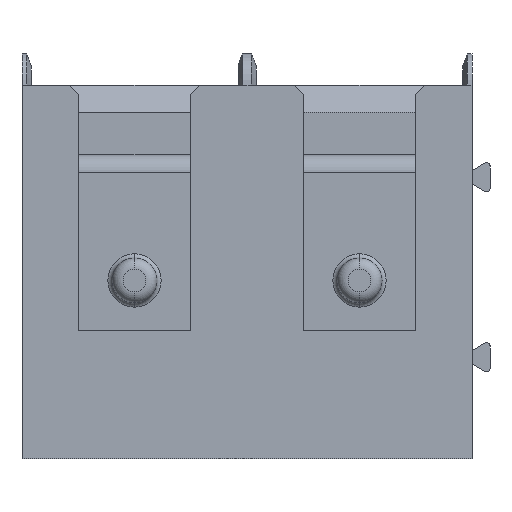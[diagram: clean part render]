
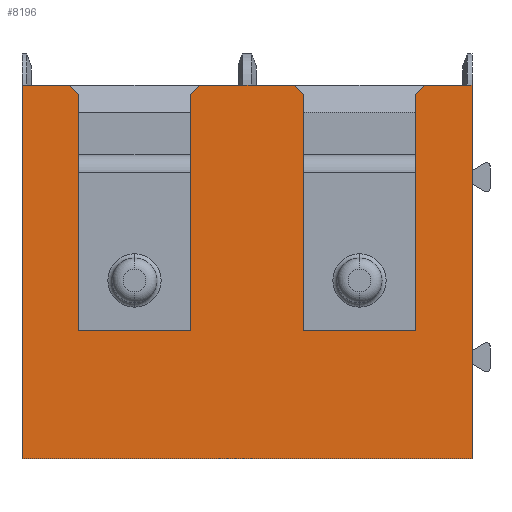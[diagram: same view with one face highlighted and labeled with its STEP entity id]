
A CAD part, front view. The second image highlights one B-rep face of the part: STEP entity #8196.
In plain terms, the highlighted planar face has unit normal (0, -1, 0).
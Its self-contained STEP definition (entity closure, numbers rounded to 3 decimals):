
#4 = DIRECTION ( 'NONE',  ( -0.707, 0., -0.707 ) ) ;
#62 = CARTESIAN_POINT ( 'NONE',  ( 3.75, -5.7, 1.35 ) ) ;
#81 = CARTESIAN_POINT ( 'NONE',  ( -2.5, -5.7, 6.8 ) ) ;
#89 = VERTEX_POINT ( 'NONE', #6794 ) ;
#139 = DIRECTION ( 'NONE',  ( 1., 0., 0. ) ) ;
#285 = CARTESIAN_POINT ( 'NONE',  ( -1.25, -5.7, 1.35 ) ) ;
#413 = DIRECTION ( 'NONE',  ( 0., 0., -1. ) ) ;
#490 = ORIENTED_EDGE ( 'NONE', *, *, #2822, .T. ) ;
#575 = LINE ( 'NONE', #3192, #8323 ) ;
#611 = VERTEX_POINT ( 'NONE', #285 ) ;
#642 = ORIENTED_EDGE ( 'NONE', *, *, #5872, .F. ) ;
#690 = LINE ( 'NONE', #81, #5299 ) ;
#692 = CARTESIAN_POINT ( 'NONE',  ( 1.25, -5.7, 1.35 ) ) ;
#717 = DIRECTION ( 'NONE',  ( 0., 0., -1. ) ) ;
#742 = CARTESIAN_POINT ( 'NONE',  ( 3.55, -5.7, 6.8 ) ) ;
#755 = EDGE_CURVE ( 'NONE', #7139, #4481, #7705, .T. ) ;
#762 = LINE ( 'NONE', #1322, #5708 ) ;
#824 = CARTESIAN_POINT ( 'NONE',  ( 7.5, -5.7, 0. ) ) ;
#839 = CARTESIAN_POINT ( 'NONE',  ( 1.625, -5.7, 3.725 ) ) ;
#889 = VERTEX_POINT ( 'NONE', #62 ) ;
#963 = DIRECTION ( 'NONE',  ( 1., 0., 0. ) ) ;
#1027 = ORIENTED_EDGE ( 'NONE', *, *, #1149, .T. ) ;
#1075 = DIRECTION ( 'NONE',  ( 0., -1., 0. ) ) ;
#1120 = LINE ( 'NONE', #7642, #3797 ) ;
#1149 = EDGE_CURVE ( 'NONE', #89, #3463, #5135, .T. ) ;
#1152 = EDGE_CURVE ( 'NONE', #4301, #3055, #575, .T. ) ;
#1253 = CARTESIAN_POINT ( 'NONE',  ( 3.75, -5.7, 1.35 ) ) ;
#1290 = EDGE_CURVE ( 'NONE', #611, #8362, #8058, .T. ) ;
#1322 = CARTESIAN_POINT ( 'NONE',  ( 6.25, -5.7, 1.35 ) ) ;
#1364 = DIRECTION ( 'NONE',  ( 0., 0., -1. ) ) ;
#1493 = VECTOR ( 'NONE', #963, 1000. ) ;
#1497 = VECTOR ( 'NONE', #3136, 1000. ) ;
#1561 = EDGE_CURVE ( 'NONE', #5552, #1721, #7441, .T. ) ;
#1612 = CARTESIAN_POINT ( 'NONE',  ( -2.5, -5.7, -0.4 ) ) ;
#1668 = EDGE_CURVE ( 'NONE', #2836, #611, #5893, .T. ) ;
#1721 = VERTEX_POINT ( 'NONE', #8497 ) ;
#1843 = CARTESIAN_POINT ( 'NONE',  ( 2.5, -5.7, 6.8 ) ) ;
#1883 = ORIENTED_EDGE ( 'NONE', *, *, #5123, .T. ) ;
#2173 = ORIENTED_EDGE ( 'NONE', *, *, #7207, .F. ) ;
#2428 = CARTESIAN_POINT ( 'NONE',  ( 6.625, -5.7, 3.725 ) ) ;
#2462 = CARTESIAN_POINT ( 'NONE',  ( -2.5, -5.7, 6.8 ) ) ;
#2517 = ORIENTED_EDGE ( 'NONE', *, *, #755, .T. ) ;
#2544 = ORIENTED_EDGE ( 'NONE', *, *, #7984, .T. ) ;
#2615 = VECTOR ( 'NONE', #3462, 1000. ) ;
#2619 = DIRECTION ( 'NONE',  ( 0., 0., -1. ) ) ;
#2633 = CARTESIAN_POINT ( 'NONE',  ( -1.25, -5.7, 6.6 ) ) ;
#2677 = CARTESIAN_POINT ( 'NONE',  ( 6.45, -5.7, 6.8 ) ) ;
#2822 = EDGE_CURVE ( 'NONE', #5552, #5434, #6418, .T. ) ;
#2836 = VERTEX_POINT ( 'NONE', #2633 ) ;
#2962 = VECTOR ( 'NONE', #5876, 1000. ) ;
#3055 = VERTEX_POINT ( 'NONE', #7473 ) ;
#3136 = DIRECTION ( 'NONE',  ( 1., 0., 0. ) ) ;
#3180 = EDGE_CURVE ( 'NONE', #7139, #889, #1120, .T. ) ;
#3192 = CARTESIAN_POINT ( 'NONE',  ( -2.5, -5.7, 6.8 ) ) ;
#3405 = CARTESIAN_POINT ( 'NONE',  ( -13.998, -5.7, -1.5 ) ) ;
#3409 = VECTOR ( 'NONE', #2619, 1000. ) ;
#3416 = ORIENTED_EDGE ( 'NONE', *, *, #1152, .F. ) ;
#3462 = DIRECTION ( 'NONE',  ( -0.707, 0., 0.707 ) ) ;
#3463 = VERTEX_POINT ( 'NONE', #8109 ) ;
#3488 = DIRECTION ( 'NONE',  ( 0., 0., 1. ) ) ;
#3573 = VECTOR ( 'NONE', #4, 1000. ) ;
#3608 = CARTESIAN_POINT ( 'NONE',  ( -2.5, -5.7, -0.4 ) ) ;
#3691 = DIRECTION ( 'NONE',  ( 0., 0., -1. ) ) ;
#3712 = VECTOR ( 'NONE', #139, 1000. ) ;
#3736 = DIRECTION ( 'NONE',  ( 0., 0., -1. ) ) ;
#3737 = CARTESIAN_POINT ( 'NONE',  ( -2.5, -5.7, -1.5 ) ) ;
#3789 = CARTESIAN_POINT ( 'NONE',  ( -4.125, -5.7, 1.225 ) ) ;
#3797 = VECTOR ( 'NONE', #3736, 1000. ) ;
#3827 = EDGE_CURVE ( 'NONE', #4301, #8306, #4923, .T. ) ;
#4039 = DIRECTION ( 'NONE',  ( 1., 0., 0. ) ) ;
#4087 = VECTOR ( 'NONE', #8298, 1000. ) ;
#4260 = VECTOR ( 'NONE', #5860, 1000. ) ;
#4289 = VERTEX_POINT ( 'NONE', #7611 ) ;
#4301 = VERTEX_POINT ( 'NONE', #2462 ) ;
#4384 = VERTEX_POINT ( 'NONE', #6593 ) ;
#4481 = VERTEX_POINT ( 'NONE', #742 ) ;
#4673 = LINE ( 'NONE', #6608, #5504 ) ;
#4696 = LINE ( 'NONE', #1253, #4260 ) ;
#4923 = LINE ( 'NONE', #1612, #7846 ) ;
#4990 = ORIENTED_EDGE ( 'NONE', *, *, #5448, .T. ) ;
#5043 = ORIENTED_EDGE ( 'NONE', *, *, #1668, .F. ) ;
#5123 = EDGE_CURVE ( 'NONE', #2836, #3055, #7200, .T. ) ;
#5135 = LINE ( 'NONE', #3789, #4087 ) ;
#5187 = EDGE_CURVE ( 'NONE', #3463, #8362, #4673, .T. ) ;
#5263 = ORIENTED_EDGE ( 'NONE', *, *, #3180, .F. ) ;
#5299 = VECTOR ( 'NONE', #4039, 1000. ) ;
#5434 = VERTEX_POINT ( 'NONE', #5993 ) ;
#5448 = EDGE_CURVE ( 'NONE', #8306, #4289, #8473, .T. ) ;
#5504 = VECTOR ( 'NONE', #717, 1000. ) ;
#5552 = VERTEX_POINT ( 'NONE', #2677 ) ;
#5708 = VECTOR ( 'NONE', #1364, 1000. ) ;
#5821 = DIRECTION ( 'NONE',  ( 1., 0., 0. ) ) ;
#5860 = DIRECTION ( 'NONE',  ( 1., 0., 0. ) ) ;
#5872 = EDGE_CURVE ( 'NONE', #889, #4384, #4696, .T. ) ;
#5876 = DIRECTION ( 'NONE',  ( -0.707, 0., 0.707 ) ) ;
#5893 = LINE ( 'NONE', #7298, #3409 ) ;
#5993 = CARTESIAN_POINT ( 'NONE',  ( 6.25, -5.7, 6.6 ) ) ;
#6026 = ORIENTED_EDGE ( 'NONE', *, *, #3827, .T. ) ;
#6418 = LINE ( 'NONE', #6550, #3573 ) ;
#6501 = VECTOR ( 'NONE', #3488, 1000. ) ;
#6538 = ORIENTED_EDGE ( 'NONE', *, *, #1561, .F. ) ;
#6550 = CARTESIAN_POINT ( 'NONE',  ( 0.875, -5.7, 1.225 ) ) ;
#6568 = ORIENTED_EDGE ( 'NONE', *, *, #1290, .F. ) ;
#6593 = CARTESIAN_POINT ( 'NONE',  ( 6.25, -5.7, 1.35 ) ) ;
#6608 = CARTESIAN_POINT ( 'NONE',  ( 1.25, -5.7, 1.35 ) ) ;
#6715 = LINE ( 'NONE', #824, #6501 ) ;
#6794 = CARTESIAN_POINT ( 'NONE',  ( 1.45, -5.7, 6.8 ) ) ;
#6858 = CARTESIAN_POINT ( 'NONE',  ( -1.25, -5.7, 1.35 ) ) ;
#6905 = AXIS2_PLACEMENT_3D ( 'NONE', #3608, #1075, #3691 ) ;
#6965 = PLANE ( 'NONE',  #6905 ) ;
#7139 = VERTEX_POINT ( 'NONE', #7726 ) ;
#7165 = ORIENTED_EDGE ( 'NONE', *, *, #7649, .T. ) ;
#7200 = LINE ( 'NONE', #839, #2615 ) ;
#7207 = EDGE_CURVE ( 'NONE', #89, #4481, #690, .T. ) ;
#7298 = CARTESIAN_POINT ( 'NONE',  ( -1.25, -5.7, 1.35 ) ) ;
#7441 = LINE ( 'NONE', #1843, #1497 ) ;
#7473 = CARTESIAN_POINT ( 'NONE',  ( -1.45, -5.7, 6.8 ) ) ;
#7511 = FACE_OUTER_BOUND ( 'NONE', #7572, .T. ) ;
#7572 = EDGE_LOOP ( 'NONE', ( #2173, #1027, #7886, #6568, #5043, #1883, #3416, #6026, #4990, #2544, #6538, #490, #7165, #642, #5263, #2517 ) ) ;
#7611 = CARTESIAN_POINT ( 'NONE',  ( 7.5, -5.7, -1.5 ) ) ;
#7642 = CARTESIAN_POINT ( 'NONE',  ( 3.75, -5.7, 1.35 ) ) ;
#7649 = EDGE_CURVE ( 'NONE', #5434, #4384, #762, .T. ) ;
#7705 = LINE ( 'NONE', #2428, #2962 ) ;
#7726 = CARTESIAN_POINT ( 'NONE',  ( 3.75, -5.7, 6.6 ) ) ;
#7846 = VECTOR ( 'NONE', #413, 1000. ) ;
#7886 = ORIENTED_EDGE ( 'NONE', *, *, #5187, .T. ) ;
#7984 = EDGE_CURVE ( 'NONE', #4289, #1721, #6715, .T. ) ;
#8058 = LINE ( 'NONE', #6858, #1493 ) ;
#8109 = CARTESIAN_POINT ( 'NONE',  ( 1.25, -5.7, 6.6 ) ) ;
#8196 = ADVANCED_FACE ( 'NONE', ( #7511 ), #6965, .T. ) ;
#8298 = DIRECTION ( 'NONE',  ( -0.707, 0., -0.707 ) ) ;
#8306 = VERTEX_POINT ( 'NONE', #3737 ) ;
#8323 = VECTOR ( 'NONE', #5821, 1000. ) ;
#8362 = VERTEX_POINT ( 'NONE', #692 ) ;
#8473 = LINE ( 'NONE', #3405, #3712 ) ;
#8497 = CARTESIAN_POINT ( 'NONE',  ( 7.5, -5.7, 6.8 ) ) ;
